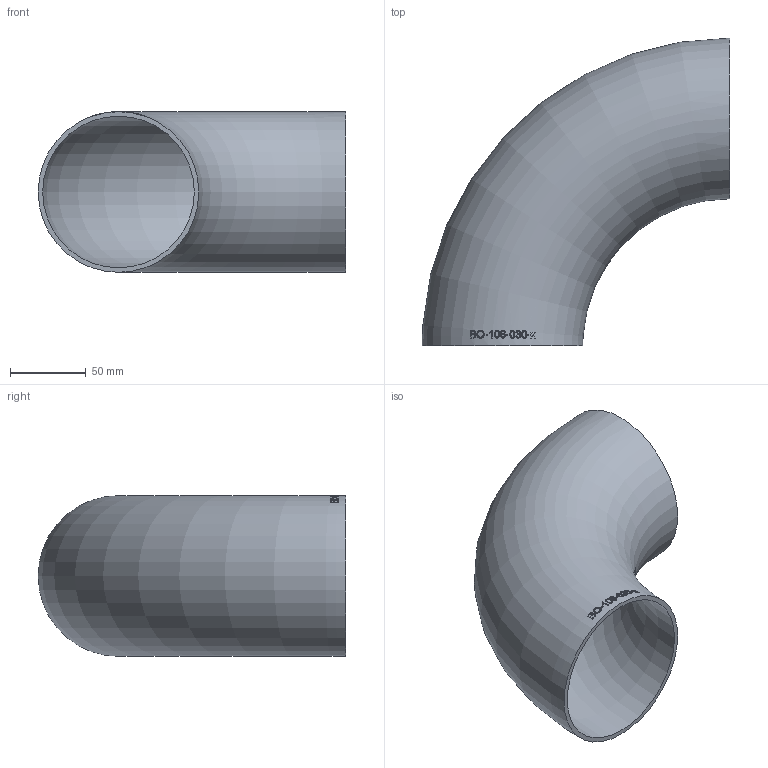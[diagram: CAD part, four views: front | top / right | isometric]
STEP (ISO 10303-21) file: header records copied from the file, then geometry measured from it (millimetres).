
FILE_DESCRIPTION (( 'STEP AP214' ), '1' );
FILE_NAME ('BO-106-030-x Bogen 1910.STEP', '2019-10-31T09:13:16', ( '' ), ( '' ), 'SwSTEP 2.0', 'SolidWorks 2016', '' );
FILE_SCHEMA (( 'AUTOMOTIVE_DESIGN' ));
Length unit declared in the file: millimetre
Products named in the file (1): BO-106-030-x Bogen 1910
Bounding box: 203 x 203 x 106 mm (x, y, z)
Volume: 228721.5 mm3; surface area: 154449.6 mm2
Topology: 1 solids, 1 shells, 135 faces, 346 edges, 231 vertices
Faces by surface type: bspline 68, plane 45, torus 22
Entity records: 7677 total; most frequent: CARTESIAN_POINT 3695, ORIENTED_EDGE 674, EDGE_CURVE 337, DIRECTION 253, VERTEX_POINT 226, B_SPLINE_CURVE_WITH_KNOTS 222, EDGE_LOOP 157, FACE_OUTER_BOUND 136
